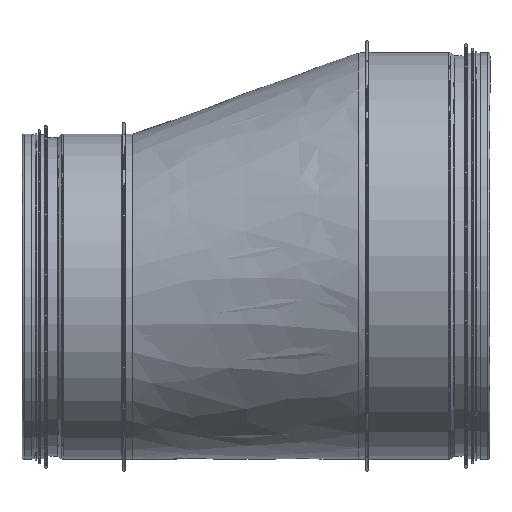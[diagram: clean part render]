
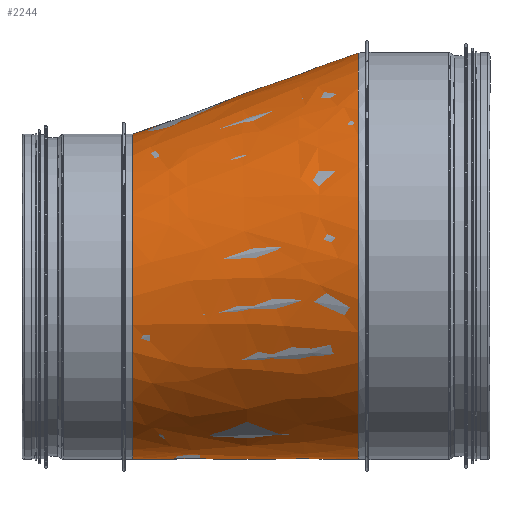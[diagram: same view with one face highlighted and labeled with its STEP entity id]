
A CAD part, top view. The second image highlights one B-rep face of the part: STEP entity #2244.
In plain terms, the highlighted free-form (B-spline) face has degree [1, 2] with [2, 9] control points.
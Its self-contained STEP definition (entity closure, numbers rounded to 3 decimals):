
#11=(
BOUNDED_SURFACE()
B_SPLINE_SURFACE(1,2,((#4046,#4047,#4048,#4049,#4050,#4051,#4052,#4053,
#4054),(#4055,#4056,#4057,#4058,#4059,#4060,#4061,#4062,#4063)),
 .UNSPECIFIED.,.F.,.T.,.F.)
B_SPLINE_SURFACE_WITH_KNOTS((2,2),(3,2,2,2,3),(-0.178,1.284),
(-3.142,-1.571,0.,1.571,3.142),
 .UNSPECIFIED.)
GEOMETRIC_REPRESENTATION_ITEM()
RATIONAL_B_SPLINE_SURFACE(((1.,0.707,1.,0.707,1.,
0.707,1.,0.707,1.),(1.,0.707,1.,0.707,
1.,0.707,1.,0.707,1.)))
REPRESENTATION_ITEM('')
SURFACE()
);
#22=B_SPLINE_CURVE_WITH_KNOTS('',1,(#4064,#4065),.UNSPECIFIED.,.F.,.F.,
(2,2),(-1.148,-0.005),.UNSPECIFIED.);
#278=FACE_OUTER_BOUND('',#464,.T.);
#464=EDGE_LOOP('',(#1662,#1663,#1664,#1665,#1666,#1667,#1668));
#627=CIRCLE('',#2471,99.475);
#628=CIRCLE('',#2472,99.475);
#629=CIRCLE('',#2473,99.475);
#636=CIRCLE('',#2486,124.45);
#637=CIRCLE('',#2487,124.45);
#1005=VERTEX_POINT('',#3681);
#1006=VERTEX_POINT('',#3682);
#1007=VERTEX_POINT('',#3684);
#1015=VERTEX_POINT('',#3832);
#1016=VERTEX_POINT('',#3833);
#1223=EDGE_CURVE('',#1005,#1006,#627,.T.);
#1224=EDGE_CURVE('',#1006,#1007,#628,.T.);
#1225=EDGE_CURVE('',#1007,#1005,#629,.T.);
#1235=EDGE_CURVE('',#1015,#1016,#636,.T.);
#1236=EDGE_CURVE('',#1016,#1015,#637,.T.);
#1245=EDGE_CURVE('',#1006,#1016,#22,.T.);
#1662=ORIENTED_EDGE('',*,*,#1225,.T.);
#1663=ORIENTED_EDGE('',*,*,#1223,.T.);
#1664=ORIENTED_EDGE('',*,*,#1245,.T.);
#1665=ORIENTED_EDGE('',*,*,#1236,.T.);
#1666=ORIENTED_EDGE('',*,*,#1235,.T.);
#1667=ORIENTED_EDGE('',*,*,#1245,.F.);
#1668=ORIENTED_EDGE('',*,*,#1224,.T.);
#2244=ADVANCED_FACE('',(#278),#11,.F.);
#2471=AXIS2_PLACEMENT_3D('',#3683,#2998,#2999);
#2472=AXIS2_PLACEMENT_3D('',#3685,#3000,#3001);
#2473=AXIS2_PLACEMENT_3D('',#3686,#3002,#3003);
#2486=AXIS2_PLACEMENT_3D('',#3834,#3029,#3030);
#2487=AXIS2_PLACEMENT_3D('',#3835,#3031,#3032);
#2998=DIRECTION('center_axis',(0.,0.,-1.));
#2999=DIRECTION('ref_axis',(1.,0.,0.));
#3000=DIRECTION('center_axis',(0.,0.,-1.));
#3001=DIRECTION('ref_axis',(1.,0.,0.));
#3002=DIRECTION('center_axis',(0.,0.,-1.));
#3003=DIRECTION('ref_axis',(1.,0.,0.));
#3029=DIRECTION('center_axis',(0.,0.,1.));
#3030=DIRECTION('ref_axis',(1.,0.,0.));
#3031=DIRECTION('center_axis',(0.,0.,1.));
#3032=DIRECTION('ref_axis',(1.,0.,0.));
#3681=CARTESIAN_POINT('',(-99.475,0.,0.));
#3682=CARTESIAN_POINT('',(-3.061,99.428,0.));
#3683=CARTESIAN_POINT('Origin',(0.,0.,0.));
#3684=CARTESIAN_POINT('',(99.475,0.,0.));
#3685=CARTESIAN_POINT('Origin',(0.,0.,0.));
#3686=CARTESIAN_POINT('Origin',(0.,0.,0.));
#3832=CARTESIAN_POINT('',(-99.475,0.,-138.));
#3833=CARTESIAN_POINT('',(21.146,124.391,-138.));
#3834=CARTESIAN_POINT('Origin',(24.975,0.,-138.));
#3835=CARTESIAN_POINT('Origin',(24.975,0.,-138.));
#4046=CARTESIAN_POINT('Ctrl Pts',(25.038,128.405,-160.187));
#4047=CARTESIAN_POINT('Ctrl Pts',(-99.475,128.405,-182.028));
#4048=CARTESIAN_POINT('Ctrl Pts',(-99.475,0.,
-182.028));
#4049=CARTESIAN_POINT('Ctrl Pts',(-99.475,-128.405,-182.028));
#4050=CARTESIAN_POINT('Ctrl Pts',(25.038,-128.405,-160.187));
#4051=CARTESIAN_POINT('Ctrl Pts',(149.55,-128.405,-138.346));
#4052=CARTESIAN_POINT('Ctrl Pts',(149.55,0.,
-138.346));
#4053=CARTESIAN_POINT('Ctrl Pts',(149.55,128.405,-138.346));
#4054=CARTESIAN_POINT('Ctrl Pts',(25.038,128.405,-160.187));
#4055=CARTESIAN_POINT('Ctrl Pts',(-5.939,96.46,16.407));
#4056=CARTESIAN_POINT('Ctrl Pts',(-99.475,96.46,0.));
#4057=CARTESIAN_POINT('Ctrl Pts',(-99.475,0.,
0.));
#4058=CARTESIAN_POINT('Ctrl Pts',(-99.475,-96.46,0.));
#4059=CARTESIAN_POINT('Ctrl Pts',(-5.939,-96.46,16.407));
#4060=CARTESIAN_POINT('Ctrl Pts',(87.598,-96.46,32.814));
#4061=CARTESIAN_POINT('Ctrl Pts',(87.598,0.,
32.814));
#4062=CARTESIAN_POINT('Ctrl Pts',(87.598,96.46,32.814));
#4063=CARTESIAN_POINT('Ctrl Pts',(-5.939,96.46,16.407));
#4064=CARTESIAN_POINT('Ctrl Pts',(-3.061,99.428,0.));
#4065=CARTESIAN_POINT('Ctrl Pts',(21.146,124.391,-138.));
